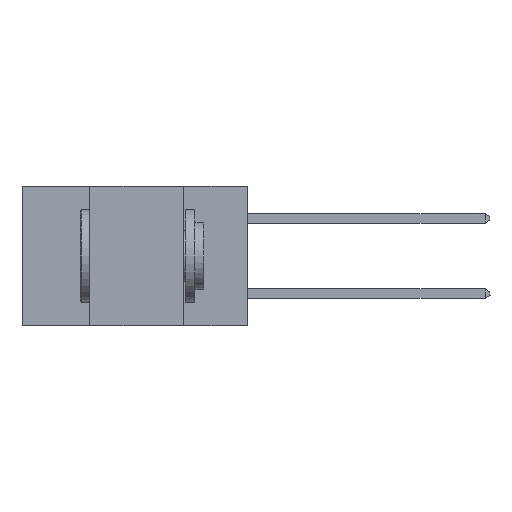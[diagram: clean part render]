
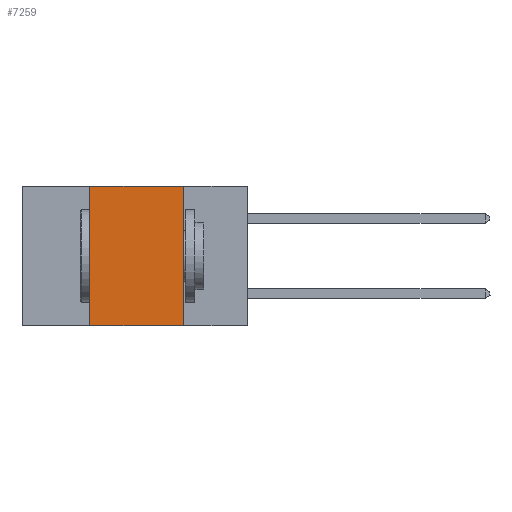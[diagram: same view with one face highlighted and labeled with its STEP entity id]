
A CAD part, left-side view. The second image highlights one B-rep face of the part: STEP entity #7259.
In plain terms, the highlighted planar face has unit normal (-1, 0, 0).
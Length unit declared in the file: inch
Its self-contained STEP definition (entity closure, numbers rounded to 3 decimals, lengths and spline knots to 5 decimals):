
#259 = DIRECTION ( 'NONE',  ( 0., 0., -1. ) ) ;
#503 = VECTOR ( 'NONE', #3067, 39.37008 ) ;
#725 = CARTESIAN_POINT ( 'NONE',  ( 0., 0.17, 0. ) ) ;
#2493 = ORIENTED_EDGE ( 'NONE', *, *, #16610, .F. ) ;
#2783 = EDGE_CURVE ( 'NONE', #10809, #14415, #5460, .T. ) ;
#3067 = DIRECTION ( 'NONE',  ( 0., 0., -1. ) ) ;
#3162 = EDGE_CURVE ( 'NONE', #10809, #17480, #12610, .T. ) ;
#3361 = VERTEX_POINT ( 'NONE', #725 ) ;
#4305 = EDGE_CURVE ( 'NONE', #3361, #17480, #11032, .T. ) ;
#5460 = LINE ( 'NONE', #16383, #10161 ) ;
#6038 = PLANE ( 'NONE',  #6437 ) ;
#6123 = DIRECTION ( 'NONE',  ( 0., -1., 0. ) ) ;
#6437 = AXIS2_PLACEMENT_3D ( 'NONE', #13041, #8782, #259 ) ;
#6931 = VECTOR ( 'NONE', #14630, 39.37008 ) ;
#7259 = ADVANCED_FACE ( 'NONE', ( #9345 ), #6038, .F. ) ;
#7561 = CARTESIAN_POINT ( 'NONE',  ( 0., 0.6, 0. ) ) ;
#8782 = DIRECTION ( 'NONE',  ( 1., 0., 0. ) ) ;
#9345 = FACE_OUTER_BOUND ( 'NONE', #17284, .T. ) ;
#9491 = CARTESIAN_POINT ( 'NONE',  ( 0., 0.17, -0.37 ) ) ;
#10161 = VECTOR ( 'NONE', #17756, 39.37008 ) ;
#10610 = ORIENTED_EDGE ( 'NONE', *, *, #2783, .F. ) ;
#10737 = LINE ( 'NONE', #7561, #6931 ) ;
#10809 = VERTEX_POINT ( 'NONE', #15222 ) ;
#11032 = LINE ( 'NONE', #11571, #503 ) ;
#11492 = VECTOR ( 'NONE', #6123, 39.37008 ) ;
#11571 = CARTESIAN_POINT ( 'NONE',  ( 0., 0.17, 0. ) ) ;
#12115 = CARTESIAN_POINT ( 'NONE',  ( 0., 0.6, -0.37 ) ) ;
#12610 = LINE ( 'NONE', #12115, #11492 ) ;
#12705 = CARTESIAN_POINT ( 'NONE',  ( 0., 0.42, 0. ) ) ;
#13041 = CARTESIAN_POINT ( 'NONE',  ( 0., 0.6, 0. ) ) ;
#13418 = ORIENTED_EDGE ( 'NONE', *, *, #4305, .F. ) ;
#14415 = VERTEX_POINT ( 'NONE', #12705 ) ;
#14630 = DIRECTION ( 'NONE',  ( 0., -1., 0. ) ) ;
#15222 = CARTESIAN_POINT ( 'NONE',  ( 0., 0.42, -0.37 ) ) ;
#16383 = CARTESIAN_POINT ( 'NONE',  ( 0., 0.42, 0. ) ) ;
#16610 = EDGE_CURVE ( 'NONE', #14415, #3361, #10737, .T. ) ;
#16727 = ORIENTED_EDGE ( 'NONE', *, *, #3162, .T. ) ;
#17284 = EDGE_LOOP ( 'NONE', ( #13418, #2493, #10610, #16727 ) ) ;
#17480 = VERTEX_POINT ( 'NONE', #9491 ) ;
#17756 = DIRECTION ( 'NONE',  ( 0., 0., 1. ) ) ;
